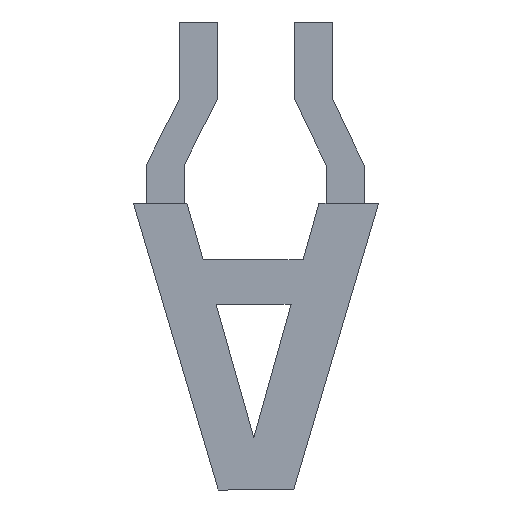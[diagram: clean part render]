
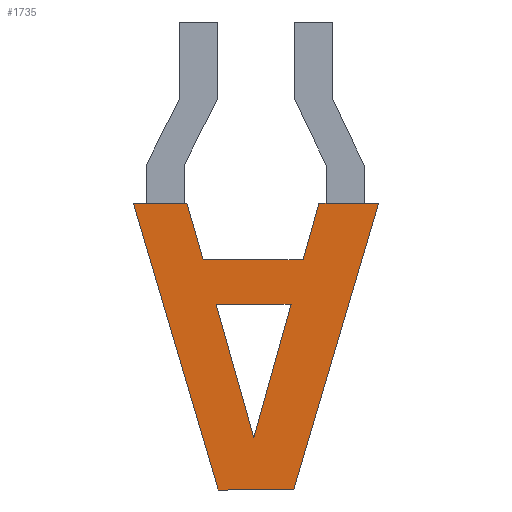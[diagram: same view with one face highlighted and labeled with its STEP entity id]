
A CAD part, front view. The second image highlights one B-rep face of the part: STEP entity #1735.
In plain terms, the highlighted planar face has unit normal (0, -1, 0).
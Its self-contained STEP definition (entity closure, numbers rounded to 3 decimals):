
#53=FACE_BOUND('',#171,.T.);
#73=FACE_OUTER_BOUND('',#170,.T.);
#170=EDGE_LOOP('',(#1180,#1181,#1182,#1183,#1184,#1185,#1186,#1187));
#171=EDGE_LOOP('',(#1188,#1189,#1190));
#291=LINE('',#2391,#520);
#292=LINE('',#2393,#521);
#293=LINE('',#2395,#522);
#294=LINE('',#2397,#523);
#295=LINE('',#2399,#524);
#296=LINE('',#2401,#525);
#297=LINE('',#2403,#526);
#298=LINE('',#2404,#527);
#299=LINE('',#2407,#528);
#300=LINE('',#2409,#529);
#301=LINE('',#2410,#530);
#520=VECTOR('',#1977,10.);
#521=VECTOR('',#1978,10.);
#522=VECTOR('',#1979,10.);
#523=VECTOR('',#1980,10.);
#524=VECTOR('',#1981,10.);
#525=VECTOR('',#1982,10.);
#526=VECTOR('',#1983,10.);
#527=VECTOR('',#1984,10.);
#528=VECTOR('',#1985,10.);
#529=VECTOR('',#1986,10.);
#530=VECTOR('',#1987,10.);
#741=VERTEX_POINT('',#2389);
#742=VERTEX_POINT('',#2390);
#743=VERTEX_POINT('',#2392);
#744=VERTEX_POINT('',#2394);
#745=VERTEX_POINT('',#2396);
#746=VERTEX_POINT('',#2398);
#747=VERTEX_POINT('',#2400);
#748=VERTEX_POINT('',#2402);
#749=VERTEX_POINT('',#2405);
#750=VERTEX_POINT('',#2406);
#751=VERTEX_POINT('',#2408);
#915=EDGE_CURVE('',#741,#742,#291,.T.);
#916=EDGE_CURVE('',#742,#743,#292,.T.);
#917=EDGE_CURVE('',#743,#744,#293,.T.);
#918=EDGE_CURVE('',#744,#745,#294,.T.);
#919=EDGE_CURVE('',#745,#746,#295,.T.);
#920=EDGE_CURVE('',#746,#747,#296,.T.);
#921=EDGE_CURVE('',#747,#748,#297,.T.);
#922=EDGE_CURVE('',#748,#741,#298,.T.);
#923=EDGE_CURVE('',#749,#750,#299,.T.);
#924=EDGE_CURVE('',#750,#751,#300,.T.);
#925=EDGE_CURVE('',#751,#749,#301,.T.);
#1180=ORIENTED_EDGE('',*,*,#915,.T.);
#1181=ORIENTED_EDGE('',*,*,#916,.T.);
#1182=ORIENTED_EDGE('',*,*,#917,.T.);
#1183=ORIENTED_EDGE('',*,*,#918,.T.);
#1184=ORIENTED_EDGE('',*,*,#919,.T.);
#1185=ORIENTED_EDGE('',*,*,#920,.T.);
#1186=ORIENTED_EDGE('',*,*,#921,.T.);
#1187=ORIENTED_EDGE('',*,*,#922,.T.);
#1188=ORIENTED_EDGE('',*,*,#923,.T.);
#1189=ORIENTED_EDGE('',*,*,#924,.T.);
#1190=ORIENTED_EDGE('',*,*,#925,.T.);
#1648=PLANE('',#1849);
#1735=ADVANCED_FACE('',(#73,#53),#1648,.T.);
#1849=AXIS2_PLACEMENT_3D('',#2388,#1975,#1976);
#1975=DIRECTION('center_axis',(0.,-1.,0.));
#1976=DIRECTION('ref_axis',(0.,0.,-1.));
#1977=DIRECTION('',(-1.,0.,0.));
#1978=DIRECTION('',(-0.269,0.,-0.963));
#1979=DIRECTION('',(-1.,0.,0.));
#1980=DIRECTION('',(-0.276,0.,0.961));
#1981=DIRECTION('',(-1.,0.,0.));
#1982=DIRECTION('',(0.284,0.,-0.959));
#1983=DIRECTION('',(1.,0.,0.));
#1984=DIRECTION('',(0.284,0.,0.959));
#1985=DIRECTION('',(-0.269,0.,-0.963));
#1986=DIRECTION('',(-0.272,0.,0.962));
#1987=DIRECTION('',(1.,0.,0.));
#2388=CARTESIAN_POINT('Origin',(13.125,-3.,15.));
#2389=CARTESIAN_POINT('',(25.956,-3.,30.));
#2390=CARTESIAN_POINT('',(19.713,-3.,30.));
#2391=CARTESIAN_POINT('',(25.956,-3.,30.));
#2392=CARTESIAN_POINT('',(18.06,-3.,24.078));
#2393=CARTESIAN_POINT('',(19.713,-3.,30.));
#2394=CARTESIAN_POINT('',(7.593,-3.,24.078));
#2395=CARTESIAN_POINT('',(18.06,-3.,24.078));
#2396=CARTESIAN_POINT('',(5.895,-3.,30.));
#2397=CARTESIAN_POINT('',(7.593,-3.,24.078));
#2398=CARTESIAN_POINT('',(0.294,-3.,30.));
#2399=CARTESIAN_POINT('',(5.895,-3.,30.));
#2400=CARTESIAN_POINT('',(9.177,-3.,0.));
#2401=CARTESIAN_POINT('',(0.294,-3.,30.));
#2402=CARTESIAN_POINT('',(17.073,-3.,0.));
#2403=CARTESIAN_POINT('',(9.177,-3.,0.));
#2404=CARTESIAN_POINT('',(17.073,-3.,0.));
#2405=CARTESIAN_POINT('',(16.798,-3.,19.464));
#2406=CARTESIAN_POINT('',(12.895,-3.,5.509));
#2407=CARTESIAN_POINT('',(16.798,-3.,19.464));
#2408=CARTESIAN_POINT('',(8.947,-3.,19.464));
#2409=CARTESIAN_POINT('',(12.895,-3.,5.509));
#2410=CARTESIAN_POINT('',(8.947,-3.,19.464));
